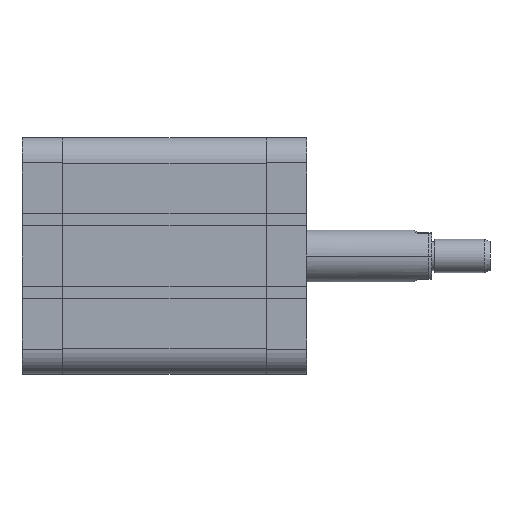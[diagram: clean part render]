
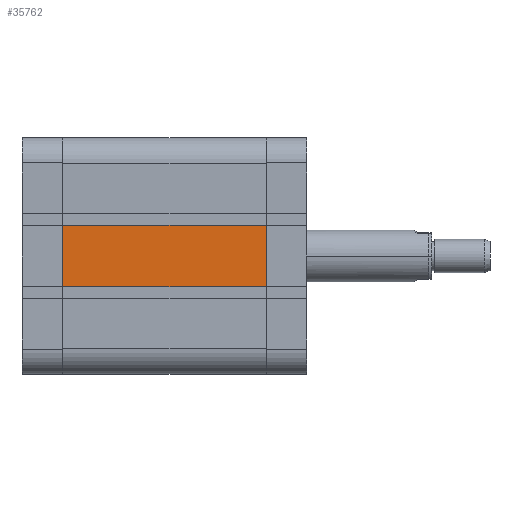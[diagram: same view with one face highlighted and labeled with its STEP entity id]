
A CAD part, front view. The second image highlights one B-rep face of the part: STEP entity #35762.
In plain terms, the highlighted planar face has unit normal (0, -1, 0).
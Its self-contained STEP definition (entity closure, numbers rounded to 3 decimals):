
#898 = LINE ( 'NONE', #6260, #5699 ) ;
#1850 = CARTESIAN_POINT ( 'NONE',  ( 0., -56.75, 14.7 ) ) ;
#2780 = ORIENTED_EDGE ( 'NONE', *, *, #18037, .F. ) ;
#3013 = LINE ( 'NONE', #14752, #31925 ) ;
#3165 = ORIENTED_EDGE ( 'NONE', *, *, #28002, .T. ) ;
#5502 = EDGE_LOOP ( 'NONE', ( #3165, #18155, #2780, #36750 ) ) ;
#5699 = VECTOR ( 'NONE', #18012, 1000. ) ;
#5871 = DIRECTION ( 'NONE',  ( 0., 0., -1. ) ) ;
#6183 = VERTEX_POINT ( 'NONE', #30939 ) ;
#6260 = CARTESIAN_POINT ( 'NONE',  ( 0., -56.75, -56.75 ) ) ;
#6347 = VERTEX_POINT ( 'NONE', #31874 ) ;
#6501 = EDGE_CURVE ( 'NONE', #16968, #6347, #898, .T. ) ;
#7201 = VECTOR ( 'NONE', #11065, 1000. ) ;
#8703 = DIRECTION ( 'NONE',  ( 0., 0., 1. ) ) ;
#11065 = DIRECTION ( 'NONE',  ( -1., 0., 0. ) ) ;
#11248 = CARTESIAN_POINT ( 'NONE',  ( 98.001, -56.75, 14.7 ) ) ;
#13209 = DIRECTION ( 'NONE',  ( -1., 0., 0. ) ) ;
#13342 = VECTOR ( 'NONE', #13209, 1000. ) ;
#14752 = CARTESIAN_POINT ( 'NONE',  ( 98., -56.75, -56.75 ) ) ;
#16968 = VERTEX_POINT ( 'NONE', #1850 ) ;
#18012 = DIRECTION ( 'NONE',  ( 0., 0., -1. ) ) ;
#18037 = EDGE_CURVE ( 'NONE', #37855, #6347, #19527, .T. ) ;
#18133 = PLANE ( 'NONE',  #29753 ) ;
#18155 = ORIENTED_EDGE ( 'NONE', *, *, #6501, .T. ) ;
#19527 = LINE ( 'NONE', #36883, #13342 ) ;
#23316 = FACE_OUTER_BOUND ( 'NONE', #5502, .T. ) ;
#28002 = EDGE_CURVE ( 'NONE', #6183, #16968, #37058, .T. ) ;
#29490 = DIRECTION ( 'NONE',  ( 0., 1., 0. ) ) ;
#29753 = AXIS2_PLACEMENT_3D ( 'NONE', #35075, #29490, #8703 ) ;
#29837 = CARTESIAN_POINT ( 'NONE',  ( 98., -56.75, -14.7 ) ) ;
#30939 = CARTESIAN_POINT ( 'NONE',  ( 98., -56.75, 14.7 ) ) ;
#30941 = EDGE_CURVE ( 'NONE', #6183, #37855, #3013, .T. ) ;
#31874 = CARTESIAN_POINT ( 'NONE',  ( 0., -56.75, -14.7 ) ) ;
#31925 = VECTOR ( 'NONE', #5871, 1000. ) ;
#35075 = CARTESIAN_POINT ( 'NONE',  ( 98., -56.75, -56.75 ) ) ;
#35762 = ADVANCED_FACE ( 'NONE', ( #23316 ), #18133, .F. ) ;
#36750 = ORIENTED_EDGE ( 'NONE', *, *, #30941, .F. ) ;
#36883 = CARTESIAN_POINT ( 'NONE',  ( 98.001, -56.75, -14.7 ) ) ;
#37058 = LINE ( 'NONE', #11248, #7201 ) ;
#37855 = VERTEX_POINT ( 'NONE', #29837 ) ;
